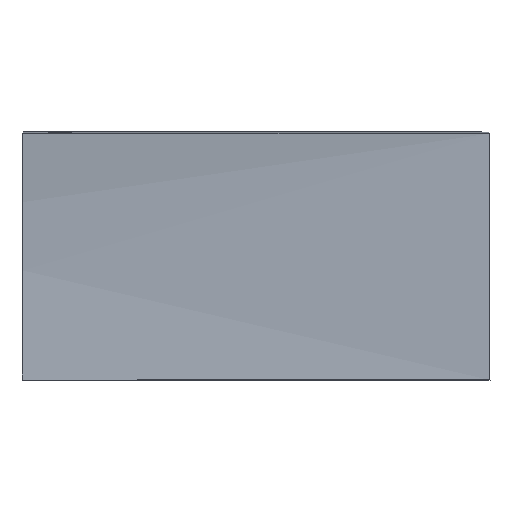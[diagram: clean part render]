
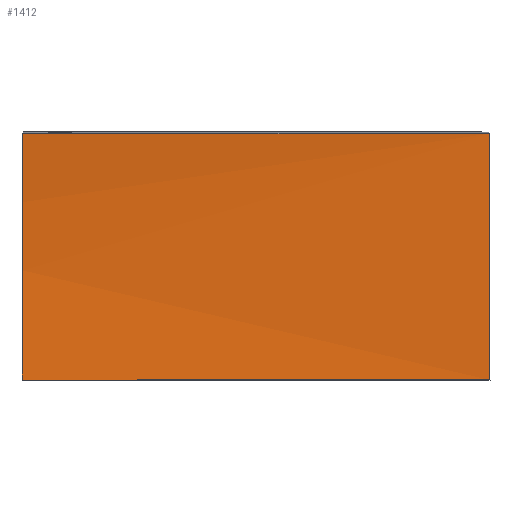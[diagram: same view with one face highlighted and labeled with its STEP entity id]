
A CAD part, left-side view. The second image highlights one B-rep face of the part: STEP entity #1412.
In plain terms, the highlighted planar face has unit normal (-1, 0, 0).
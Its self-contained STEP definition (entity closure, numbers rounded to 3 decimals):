
#94 = CARTESIAN_POINT ( 'NONE',  ( -0.772, 0.421, 0.447 ) ) ;
#95 = CARTESIAN_POINT ( 'NONE',  ( -0.772, -0.421, 0.003 ) ) ;
#101 = CARTESIAN_POINT ( 'NONE',  ( -0.772, -0.421, 0.447 ) ) ;
#104 = CARTESIAN_POINT ( 'NONE',  ( -0.772, 0.421, 0.003 ) ) ;
#178 = CARTESIAN_POINT ( 'NONE',  ( -0.772, -0.421, 0.447 ) ) ;
#233 = DIRECTION ( 'NONE',  ( 0., 0., 1. ) ) ;
#234 = DIRECTION ( 'NONE',  ( -1., 0., 0. ) ) ;
#235 = CARTESIAN_POINT ( 'NONE',  ( -0.775, -0.425, 0.225 ) ) ;
#236 = PLANE ( 'NONE',  #1494 ) ;
#242 = CARTESIAN_POINT ( 'NONE',  ( -0.775, -0.138, 0.45 ) ) ;
#348 = CARTESIAN_POINT ( 'NONE',  ( -0.775, 0.143, 0.45 ) ) ;
#349 = CARTESIAN_POINT ( 'NONE',  ( -0.772, 0.421, 0.447 ) ) ;
#350 = CARTESIAN_POINT ( 'NONE',  ( -0.772, -0.421, 0.447 ) ) ;
#351 = CARTESIAN_POINT ( 'NONE',  ( -0.775, -0.42, 0.3 ) ) ;
#352 = CARTESIAN_POINT ( 'NONE',  ( -0.775, -0.42, 0.153 ) ) ;
#353 = CARTESIAN_POINT ( 'NONE',  ( -0.772, -0.421, 0.003 ) ) ;
#354 = CARTESIAN_POINT ( 'NONE',  ( -0.772, 0.421, 0.447 ) ) ;
#355 = CARTESIAN_POINT ( 'NONE',  ( -0.756, 0.42, 0.299 ) ) ;
#356 = CARTESIAN_POINT ( 'NONE',  ( -0.756, 0.42, 0.152 ) ) ;
#358 = CARTESIAN_POINT ( 'NONE',  ( -0.772, 0.421, 0.003 ) ) ;
#359 = CARTESIAN_POINT ( 'NONE',  ( -0.772, 0.421, 0.003 ) ) ;
#360 = CARTESIAN_POINT ( 'NONE',  ( -0.773, 0.136, 0. ) ) ;
#361 = CARTESIAN_POINT ( 'NONE',  ( -0.773, -0.145, 0. ) ) ;
#362 = CARTESIAN_POINT ( 'NONE',  ( -0.772, -0.421, 0.003 ) ) ;
#1383 = EDGE_CURVE ( 'NONE', #2144, #2140, #2005, .T. ) ;
#1384 = EDGE_CURVE ( 'NONE', #2140, #2145, #1967, .T. ) ;
#1385 = EDGE_CURVE ( 'NONE', #2144, #2143, #1983, .T. ) ;
#1386 = EDGE_CURVE ( 'NONE', #2145, #2143, #1980, .T. ) ;
#1412 = ADVANCED_FACE ( 'NONE', ( #1480 ), #236, .T. ) ;
#1480 = FACE_OUTER_BOUND ( 'NONE', #1571, .T. ) ;
#1494 = AXIS2_PLACEMENT_3D ( 'NONE', #235, #234, #233 ) ;
#1571 = EDGE_LOOP ( 'NONE', ( #1899, #1901, #1900, #1902 ) ) ;
#1899 = ORIENTED_EDGE ( 'NONE', *, *, #1384, .F. ) ;
#1900 = ORIENTED_EDGE ( 'NONE', *, *, #1385, .T. ) ;
#1901 = ORIENTED_EDGE ( 'NONE', *, *, #1383, .F. ) ;
#1902 = ORIENTED_EDGE ( 'NONE', *, *, #1386, .F. ) ;
#1967 = B_SPLINE_CURVE_WITH_KNOTS ( 'NONE', 3,
 ( #358, #356, #355, #354 ),
 .UNSPECIFIED., .F., .F.,
 ( 4, 4 ),
 ( 0., 1. ),
 .UNSPECIFIED. ) ;
#1980 = B_SPLINE_CURVE_WITH_KNOTS ( 'NONE', 3,
 ( #349, #348, #242, #178 ),
 .UNSPECIFIED., .F., .F.,
 ( 4, 4 ),
 ( 0., 1. ),
 .UNSPECIFIED. ) ;
#1983 = B_SPLINE_CURVE_WITH_KNOTS ( 'NONE', 3,
 ( #353, #352, #351, #350 ),
 .UNSPECIFIED., .F., .F.,
 ( 4, 4 ),
 ( 0., 1. ),
 .UNSPECIFIED. ) ;
#2005 = B_SPLINE_CURVE_WITH_KNOTS ( 'NONE', 3,
 ( #362, #361, #360, #359 ),
 .UNSPECIFIED., .F., .F.,
 ( 4, 4 ),
 ( 0., 1. ),
 .UNSPECIFIED. ) ;
#2140 = VERTEX_POINT ( 'NONE', #104 ) ;
#2143 = VERTEX_POINT ( 'NONE', #101 ) ;
#2144 = VERTEX_POINT ( 'NONE', #95 ) ;
#2145 = VERTEX_POINT ( 'NONE', #94 ) ;
